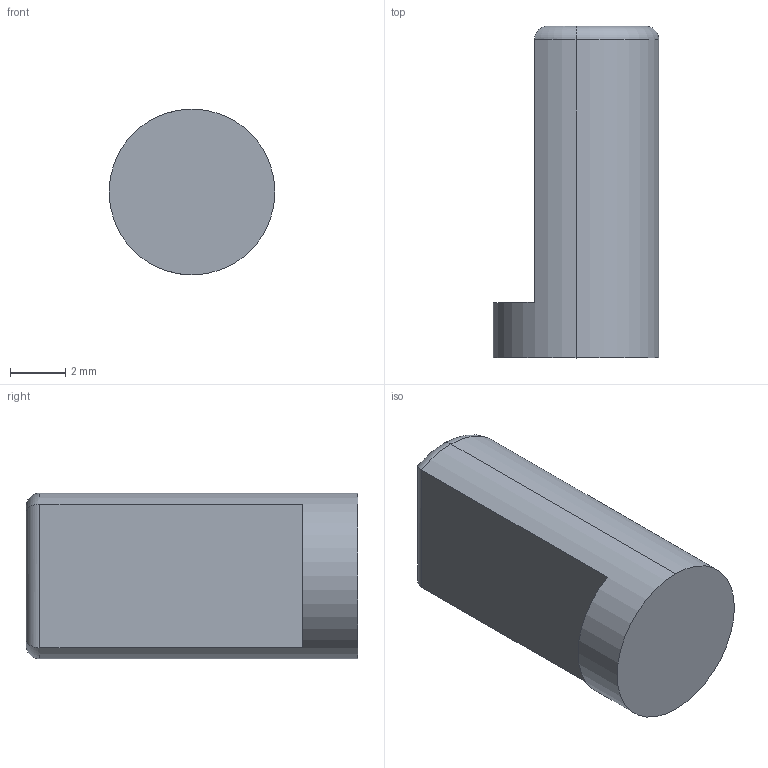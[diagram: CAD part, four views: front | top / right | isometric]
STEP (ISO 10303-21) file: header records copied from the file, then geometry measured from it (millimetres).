
FILE_DESCRIPTION (( 'STEP AP214' ), '1' );
FILE_NAME ('Rotary-Encoder knop.STEP', '2019-10-13T11:45:08', ( '' ), ( '' ), 'SwSTEP 2.0', 'SolidWorks 2018', '' );
FILE_SCHEMA (( 'AUTOMOTIVE_DESIGN' ));
Length unit declared in the file: millimetre
Products named in the file (1): Rotary-Encoder knop
Bounding box: 6 x 12 x 6 mm (x, y, z)
Volume: 283.1 mm3; surface area: 267.9 mm2
Topology: 1 solids, 1 shells, 10 faces, 20 edges, 12 vertices
Faces by surface type: plane 4, torus 3, cylinder 3
Entity records: 303 total; most frequent: CARTESIAN_POINT 53, DIRECTION 51, ORIENTED_EDGE 40, AXIS2_PLACEMENT_3D 22, EDGE_CURVE 20, VERTEX_POINT 12, CIRCLE 11, ADVANCED_FACE 10
